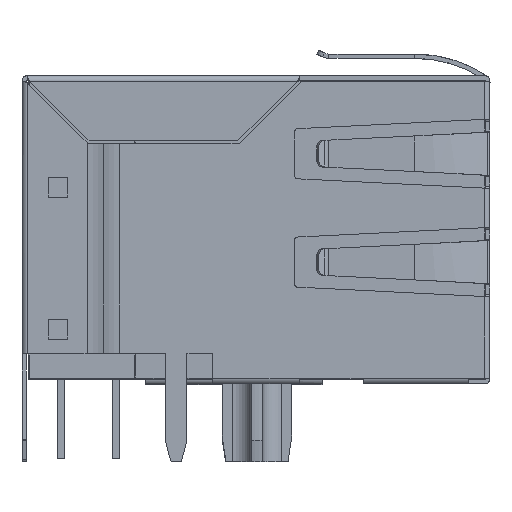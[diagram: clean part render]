
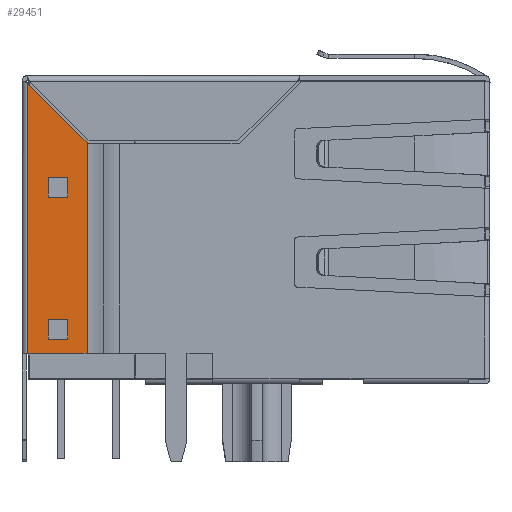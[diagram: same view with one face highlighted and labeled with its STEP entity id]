
A CAD part, left-side view. The second image highlights one B-rep face of the part: STEP entity #29451.
In plain terms, the highlighted face is planar.
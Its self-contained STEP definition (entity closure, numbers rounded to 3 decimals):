
#6291=ORIENTED_EDGE('',*,*,#10224,.T.);
#6292=ORIENTED_EDGE('',*,*,#10225,.T.);
#6293=ORIENTED_EDGE('',*,*,#10226,.T.);
#6294=ORIENTED_EDGE('',*,*,#10227,.T.);
#6295=ORIENTED_EDGE('',*,*,#10228,.T.);
#6296=ORIENTED_EDGE('',*,*,#10229,.T.);
#6297=ORIENTED_EDGE('',*,*,#10230,.T.);
#6298=ORIENTED_EDGE('',*,*,#10231,.T.);
#6299=ORIENTED_EDGE('',*,*,#10092,.F.);
#6300=ORIENTED_EDGE('',*,*,#10232,.T.);
#6301=ORIENTED_EDGE('',*,*,#10233,.T.);
#6302=ORIENTED_EDGE('',*,*,#10085,.F.);
#10085=EDGE_CURVE('',#12363,#12364,#14479,.T.);
#10092=EDGE_CURVE('',#12369,#12363,#14484,.T.);
#10224=EDGE_CURVE('',#12434,#12435,#14559,.T.);
#10225=EDGE_CURVE('',#12435,#12436,#14560,.T.);
#10226=EDGE_CURVE('',#12436,#12437,#14561,.T.);
#10227=EDGE_CURVE('',#12437,#12434,#14562,.T.);
#10228=EDGE_CURVE('',#12438,#12439,#14563,.T.);
#10229=EDGE_CURVE('',#12439,#12440,#14564,.T.);
#10230=EDGE_CURVE('',#12440,#12441,#14565,.T.);
#10231=EDGE_CURVE('',#12441,#12438,#14566,.T.);
#10232=EDGE_CURVE('',#12369,#12442,#14567,.T.);
#10233=EDGE_CURVE('',#12442,#12364,#14568,.T.);
#12363=VERTEX_POINT('',#43875);
#12364=VERTEX_POINT('',#43877);
#12369=VERTEX_POINT('',#43892);
#12434=VERTEX_POINT('',#44291);
#12435=VERTEX_POINT('',#44292);
#12436=VERTEX_POINT('',#44294);
#12437=VERTEX_POINT('',#44296);
#12438=VERTEX_POINT('',#44299);
#12439=VERTEX_POINT('',#44300);
#12440=VERTEX_POINT('',#44302);
#12441=VERTEX_POINT('',#44304);
#12442=VERTEX_POINT('',#44307);
#14479=LINE('',#43876,#16654);
#14484=LINE('',#43893,#16659);
#14559=LINE('',#44290,#16734);
#14560=LINE('',#44293,#16735);
#14561=LINE('',#44295,#16736);
#14562=LINE('',#44297,#16737);
#14563=LINE('',#44298,#16738);
#14564=LINE('',#44301,#16739);
#14565=LINE('',#44303,#16740);
#14566=LINE('',#44305,#16741);
#14567=LINE('',#44306,#16742);
#14568=LINE('',#44308,#16743);
#16654=VECTOR('',#35503,1000.);
#16659=VECTOR('',#35512,1000.);
#16734=VECTOR('',#35791,1000.);
#16735=VECTOR('',#35792,1000.);
#16736=VECTOR('',#35793,1000.);
#16737=VECTOR('',#35794,1000.);
#16738=VECTOR('',#35795,1000.);
#16739=VECTOR('',#35796,1000.);
#16740=VECTOR('',#35797,1000.);
#16741=VECTOR('',#35798,1000.);
#16742=VECTOR('',#35799,1000.);
#16743=VECTOR('',#35800,1000.);
#18046=EDGE_LOOP('',(#6291,#6292,#6293,#6294));
#18047=EDGE_LOOP('',(#6295,#6296,#6297,#6298));
#18048=EDGE_LOOP('',(#6299,#6300,#6301,#6302));
#19274=FACE_BOUND('',#18046,.T.);
#19275=FACE_BOUND('',#18047,.T.);
#19276=FACE_BOUND('',#18048,.T.);
#20135=PLANE('',#31032);
#29451=ADVANCED_FACE('',(#19274,#19275,#19276),#20135,.T.);
#31032=AXIS2_PLACEMENT_3D('',#44289,#35789,#35790);
#35503=DIRECTION('',(0.,0.,-1.));
#35512=DIRECTION('',(0.,1.,0.));
#35789=DIRECTION('',(1.,0.,0.));
#35790=DIRECTION('',(0.,1.,0.));
#35791=DIRECTION('',(0.,1.,0.));
#35792=DIRECTION('',(0.,0.,-1.));
#35793=DIRECTION('',(0.,-1.,0.));
#35794=DIRECTION('',(0.,0.,1.));
#35795=DIRECTION('',(0.,1.,0.));
#35796=DIRECTION('',(0.,0.,-1.));
#35797=DIRECTION('',(0.,-1.,0.));
#35798=DIRECTION('',(0.,0.,1.));
#35799=DIRECTION('',(0.,0.,-1.));
#35800=DIRECTION('',(0.,0.707,-0.707));
#43875=CARTESIAN_POINT('',(15.7,10.545,5.69));
#43876=CARTESIAN_POINT('',(15.7,10.545,5.69));
#43877=CARTESIAN_POINT('',(15.7,10.545,-6.769));
#43892=CARTESIAN_POINT('',(15.7,7.795,5.69));
#43893=CARTESIAN_POINT('',(15.7,7.795,5.69));
#44289=CARTESIAN_POINT('',(15.7,7.795,-6.769));
#44290=CARTESIAN_POINT('',(15.7,7.795,-1.51));
#44291=CARTESIAN_POINT('',(15.7,8.695,-1.51));
#44292=CARTESIAN_POINT('',(15.7,9.595,-1.51));
#44293=CARTESIAN_POINT('',(15.7,9.595,-6.769));
#44294=CARTESIAN_POINT('',(15.7,9.595,-2.41));
#44295=CARTESIAN_POINT('',(15.7,7.795,-2.41));
#44296=CARTESIAN_POINT('',(15.7,8.695,-2.41));
#44297=CARTESIAN_POINT('',(15.7,8.695,-6.769));
#44298=CARTESIAN_POINT('',(15.7,7.795,5.04));
#44299=CARTESIAN_POINT('',(15.7,8.695,5.04));
#44300=CARTESIAN_POINT('',(15.7,9.595,5.04));
#44301=CARTESIAN_POINT('',(15.7,9.595,-6.769));
#44302=CARTESIAN_POINT('',(15.7,9.595,4.14));
#44303=CARTESIAN_POINT('',(15.7,7.795,4.14));
#44304=CARTESIAN_POINT('',(15.7,8.695,4.14));
#44305=CARTESIAN_POINT('',(15.7,8.695,-6.769));
#44306=CARTESIAN_POINT('',(15.7,7.795,-6.769));
#44307=CARTESIAN_POINT('',(15.7,7.795,-4.019));
#44308=CARTESIAN_POINT('',(15.7,9.17,-5.394));
